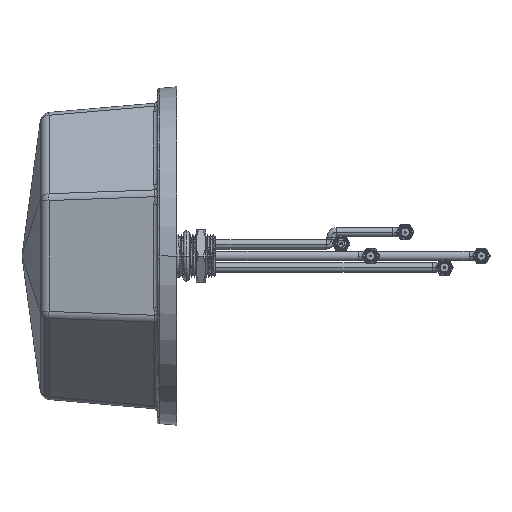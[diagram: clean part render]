
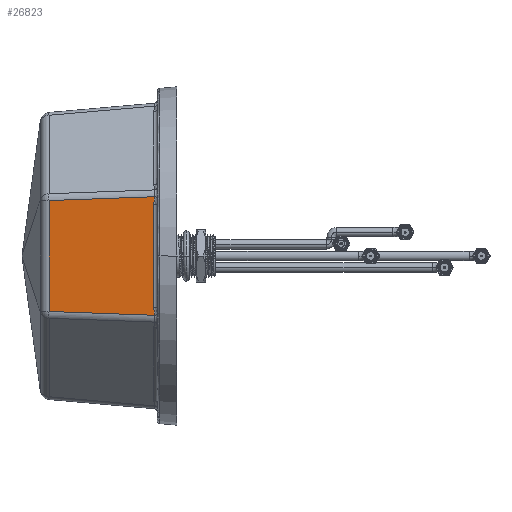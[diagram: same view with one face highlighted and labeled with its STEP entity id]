
A CAD part, left-side view. The second image highlights one B-rep face of the part: STEP entity #26823.
In plain terms, the highlighted planar face has unit normal (-0.996, 0.087, 0).
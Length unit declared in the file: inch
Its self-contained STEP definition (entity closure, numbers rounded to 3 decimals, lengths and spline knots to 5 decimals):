
#373 = CARTESIAN_POINT ( 'NONE',  ( -3.10925, 0.46391, -1.11773 ) ) ;
#409 = ORIENTED_EDGE ( 'NONE', *, *, #26972, .T. ) ;
#1299 = CARTESIAN_POINT ( 'NONE',  ( -3.10931, 0.46316, 1.13036 ) ) ;
#1544 = CARTESIAN_POINT ( 'NONE',  ( -2.92351, 2.59901, 1.12972 ) ) ;
#1755 = DIRECTION ( 'NONE',  ( -0.087, -0.996, -0.036 ) ) ;
#1767 = CARTESIAN_POINT ( 'NONE',  ( -3.04785, 1.1697, 1.18123 ) ) ;
#2300 = VERTEX_POINT ( 'NONE', #21985 ) ;
#2907 = CARTESIAN_POINT ( 'NONE',  ( -3.10931, 0.46317, -1.13013 ) ) ;
#3029 = VERTEX_POINT ( 'NONE', #25333 ) ;
#3379 = CARTESIAN_POINT ( 'NONE',  ( -3.10921, 0.46434, -1.10925 ) ) ;
#3677 = CARTESIAN_POINT ( 'NONE',  ( -3.10955, 0.46039, 1.16441 ) ) ;
#3832 = CARTESIAN_POINT ( 'NONE',  ( -3.10935, 0.46279, 1.13582 ) ) ;
#4165 = FACE_OUTER_BOUND ( 'NONE', #19640, .T. ) ;
#5208 = EDGE_CURVE ( 'NONE', #3029, #6447, #22035, .T. ) ;
#5320 = EDGE_CURVE ( 'NONE', #22331, #2300, #28702, .T. ) ;
#5891 = CARTESIAN_POINT ( 'NONE',  ( -3.10927, 0.46369, -1.12179 ) ) ;
#6041 = CARTESIAN_POINT ( 'NONE',  ( -3.1092, 0.46441, 1.11084 ) ) ;
#6447 = VERTEX_POINT ( 'NONE', #1544 ) ;
#7837 = B_SPLINE_CURVE_WITH_KNOTS ( 'NONE', 3,
 ( #8872, #1767, #28204, #16161 ),
 .UNSPECIFIED., .F., .F.,
 ( 4, 4 ),
 ( 0., 1. ),
 .UNSPECIFIED. ) ;
#8721 = CARTESIAN_POINT ( 'NONE',  ( -3.1091, 0.46562, 1.08465 ) ) ;
#8872 = CARTESIAN_POINT ( 'NONE',  ( -3.11002, 0.45504, 1.20698 ) ) ;
#9569 = VERTEX_POINT ( 'NONE', #14229 ) ;
#10169 = CARTESIAN_POINT ( 'NONE',  ( -3.10931, 0.46319, -1.12983 ) ) ;
#10311 = CARTESIAN_POINT ( 'NONE',  ( -2.92351, 2.59901, -1.12972 ) ) ;
#10325 = CARTESIAN_POINT ( 'NONE',  ( -3.10929, 0.46342, -1.12621 ) ) ;
#11273 = PLANE ( 'NONE',  #31101 ) ;
#11893 = ORIENTED_EDGE ( 'NONE', *, *, #22762, .T. ) ;
#12870 = CARTESIAN_POINT ( 'NONE',  ( -3.10931, 0.46322, -1.12939 ) ) ;
#12996 = CARTESIAN_POINT ( 'NONE',  ( -3.10931, 0.46319, 1.1299 ) ) ;
#13010 = CARTESIAN_POINT ( 'NONE',  ( -3.10931, 0.46317, -1.13019 ) ) ;
#13246 = VERTEX_POINT ( 'NONE', #20200 ) ;
#13471 = CARTESIAN_POINT ( 'NONE',  ( -3.10932, 0.46311, 1.13104 ) ) ;
#13775 = LINE ( 'NONE', #20901, #14622 ) ;
#14229 = CARTESIAN_POINT ( 'NONE',  ( -3.11002, 0.45504, -1.20698 ) ) ;
#14622 = VECTOR ( 'NONE', #1755, 39.37008 ) ;
#15245 = CARTESIAN_POINT ( 'NONE',  ( -3.1091, 0.46562, -1.06804 ) ) ;
#15546 = CARTESIAN_POINT ( 'NONE',  ( -3.10973, 0.4584, -1.18496 ) ) ;
#15886 = CARTESIAN_POINT ( 'NONE',  ( -3.11002, 0.45504, 1.20698 ) ) ;
#16161 = CARTESIAN_POINT ( 'NONE',  ( -2.92351, 2.59901, 1.12972 ) ) ;
#16545 = DIRECTION ( 'NONE',  ( 0., 0., -1. ) ) ;
#16867 = ORIENTED_EDGE ( 'NONE', *, *, #5208, .F. ) ;
#17478 = CARTESIAN_POINT ( 'NONE',  ( -3.1093, 0.46329, -1.12834 ) ) ;
#17936 = CARTESIAN_POINT ( 'NONE',  ( -3.10919, 0.46461, -1.10311 ) ) ;
#18079 = CARTESIAN_POINT ( 'NONE',  ( -3.10974, 0.45831, 1.1838 ) ) ;
#18243 = CARTESIAN_POINT ( 'NONE',  ( -3.11002, 0.45504, 1.20698 ) ) ;
#18396 = CARTESIAN_POINT ( 'NONE',  ( -3.1091, 0.46562, 1.05094 ) ) ;
#18446 = CARTESIAN_POINT ( 'NONE',  ( -3.1091, 0.46562, 1.05094 ) ) ;
#19193 = CARTESIAN_POINT ( 'NONE',  ( -3.14961, 0., 1.5748 ) ) ;
#19640 = EDGE_LOOP ( 'NONE', ( #11893, #16867, #409, #20107, #22627, #27486 ) ) ;
#20107 = ORIENTED_EDGE ( 'NONE', *, *, #29998, .F. ) ;
#20200 = CARTESIAN_POINT ( 'NONE',  ( -3.1091, 0.46562, -1.05094 ) ) ;
#20289 = CARTESIAN_POINT ( 'NONE',  ( -3.10942, 0.46192, 1.14737 ) ) ;
#20602 = CARTESIAN_POINT ( 'NONE',  ( -3.10933, 0.46301, 1.13264 ) ) ;
#20901 = CARTESIAN_POINT ( 'NONE',  ( -2.92351, 2.59901, -1.12972 ) ) ;
#21985 = CARTESIAN_POINT ( 'NONE',  ( -3.1091, 0.46562, 1.05094 ) ) ;
#22035 = LINE ( 'NONE', #10311, #26108 ) ;
#22331 = VERTEX_POINT ( 'NONE', #15886 ) ;
#22627 = ORIENTED_EDGE ( 'NONE', *, *, #30504, .F. ) ;
#22672 = CARTESIAN_POINT ( 'NONE',  ( -3.10948, 0.46127, -1.15942 ) ) ;
#22762 = EDGE_CURVE ( 'NONE', #22331, #6447, #7837, .T. ) ;
#23293 = CARTESIAN_POINT ( 'NONE',  ( -3.10987, 0.45674, 1.19584 ) ) ;
#23790 = DIRECTION ( 'NONE',  ( 0.996, -0.087, 0. ) ) ;
#23944 = DIRECTION ( 'NONE',  ( 0., 0., -1. ) ) ;
#24237 = VECTOR ( 'NONE', #16545, 39.37008 ) ;
#24727 = DIRECTION ( 'NONE',  ( 0., 0., 1. ) ) ;
#24891 = CARTESIAN_POINT ( 'NONE',  ( -3.10913, 0.4653, -1.08323 ) ) ;
#25028 = CARTESIAN_POINT ( 'NONE',  ( -3.10931, 0.46321, 1.12958 ) ) ;
#25042 = CARTESIAN_POINT ( 'NONE',  ( -3.1091, 0.46562, -1.05094 ) ) ;
#25333 = CARTESIAN_POINT ( 'NONE',  ( -2.92351, 2.59901, -1.12972 ) ) ;
#26108 = VECTOR ( 'NONE', #24727, 39.37008 ) ;
#26823 = ADVANCED_FACE ( 'NONE', ( #4165 ), #11273, .F. ) ;
#26972 = EDGE_CURVE ( 'NONE', #3029, #9569, #13775, .T. ) ;
#27122 = B_SPLINE_CURVE_WITH_KNOTS ( 'NONE', 3,
 ( #25042, #15245, #24891, #17936, #3379, #373, #5891, #10325, #17478, #12870, #10169, #2907, #13010, #22672, #15546, #29358 ),
 .UNSPECIFIED., .F., .F.,
 ( 4, 2, 2, 1, 1, 1, 1, 2, 2, 4 ),
 ( 0., 0.25, 0.375, 0.4375, 0.46875, 0.48438, 0.49219, 0.49609, 0.5, 1. ),
 .UNSPECIFIED. ) ;
#27486 = ORIENTED_EDGE ( 'NONE', *, *, #5320, .F. ) ;
#27735 = CARTESIAN_POINT ( 'NONE',  ( -3.10939, 0.46234, 1.1421 ) ) ;
#28204 = CARTESIAN_POINT ( 'NONE',  ( -2.98568, 1.88435, 1.15548 ) ) ;
#28702 = B_SPLINE_CURVE_WITH_KNOTS ( 'NONE', 3,
 ( #18243, #23293, #18079, #3677, #30424, #20289, #27735, #3832, #20602, #13471, #1299, #12996, #25028, #6041, #8721, #18396 ),
 .UNSPECIFIED., .F., .F.,
 ( 4, 2, 2, 1, 1, 1, 1, 2, 2, 4 ),
 ( 0., 0.25, 0.375, 0.4375, 0.46875, 0.48438, 0.49219, 0.49609, 0.5, 1. ),
 .UNSPECIFIED. ) ;
#29358 = CARTESIAN_POINT ( 'NONE',  ( -3.11002, 0.45504, -1.20698 ) ) ;
#29998 = EDGE_CURVE ( 'NONE', #13246, #9569, #27122, .T. ) ;
#30424 = CARTESIAN_POINT ( 'NONE',  ( -3.1095, 0.46103, 1.15773 ) ) ;
#30481 = LINE ( 'NONE', #18446, #24237 ) ;
#30504 = EDGE_CURVE ( 'NONE', #2300, #13246, #30481, .T. ) ;
#31101 = AXIS2_PLACEMENT_3D ( 'NONE', #19193, #23790, #23944 ) ;
